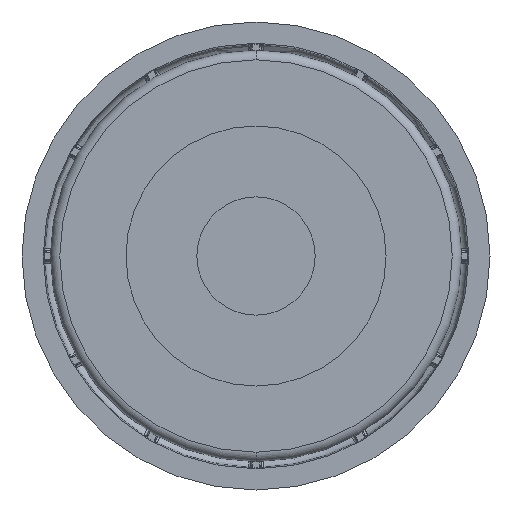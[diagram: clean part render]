
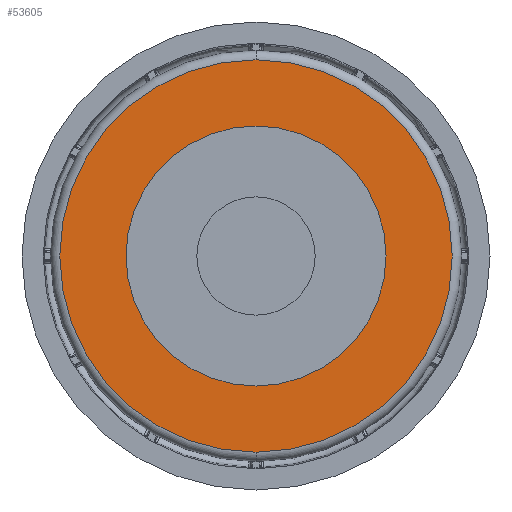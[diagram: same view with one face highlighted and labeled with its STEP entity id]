
A CAD part, front view. The second image highlights one B-rep face of the part: STEP entity #53605.
In plain terms, the highlighted planar face has unit normal (0, -1, 0).
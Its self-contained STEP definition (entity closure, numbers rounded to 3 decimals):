
#1221 = DIRECTION ( 'NONE',  ( 0., 1., 0. ) ) ;
#1739 = CIRCLE ( 'NONE', #92655, 41.5 ) ;
#9541 = CARTESIAN_POINT ( 'NONE',  ( 0., -2., 0. ) ) ;
#9696 = VERTEX_POINT ( 'NONE', #50084 ) ;
#17018 = DIRECTION ( 'NONE',  ( 0., 0., -1. ) ) ;
#19910 = ORIENTED_EDGE ( 'NONE', *, *, #48656, .F. ) ;
#20455 = AXIS2_PLACEMENT_3D ( 'NONE', #77771, #33632, #85113 ) ;
#21606 = CIRCLE ( 'NONE', #66823, 41.5 ) ;
#23374 = CIRCLE ( 'NONE', #50410, 27.5 ) ;
#28417 = VERTEX_POINT ( 'NONE', #69890 ) ;
#28996 = CARTESIAN_POINT ( 'NONE',  ( 0., -2., 0. ) ) ;
#32169 = EDGE_CURVE ( 'NONE', #72862, #28417, #1739, .T. ) ;
#33632 = DIRECTION ( 'NONE',  ( 0., -1., 0. ) ) ;
#33882 = DIRECTION ( 'NONE',  ( 0., 1., 0. ) ) ;
#34398 = EDGE_LOOP ( 'NONE', ( #93441, #19910 ) ) ;
#36414 = DIRECTION ( 'NONE',  ( 0., 0., -1. ) ) ;
#44256 = EDGE_LOOP ( 'NONE', ( #61893, #71270 ) ) ;
#45639 = CARTESIAN_POINT ( 'NONE',  ( 0., -2., 0. ) ) ;
#45734 = EDGE_CURVE ( 'NONE', #9696, #84427, #23374, .T. ) ;
#47230 = CARTESIAN_POINT ( 'NONE',  ( 0., -2., -41.5 ) ) ;
#48100 = PLANE ( 'NONE',  #20455 ) ;
#48212 = CARTESIAN_POINT ( 'NONE',  ( 0., -2., 27.5 ) ) ;
#48656 = EDGE_CURVE ( 'NONE', #28417, #72862, #21606, .T. ) ;
#49474 = CIRCLE ( 'NONE', #75354, 27.5 ) ;
#50084 = CARTESIAN_POINT ( 'NONE',  ( 0., -2., -27.5 ) ) ;
#50410 = AXIS2_PLACEMENT_3D ( 'NONE', #9541, #61263, #17018 ) ;
#52332 = FACE_BOUND ( 'NONE', #44256, .T. ) ;
#53038 = DIRECTION ( 'NONE',  ( 0., 0., -1. ) ) ;
#53605 = ADVANCED_FACE ( 'NONE', ( #71976, #52332 ), #48100, .T. ) ;
#61263 = DIRECTION ( 'NONE',  ( 0., 1., 0. ) ) ;
#61893 = ORIENTED_EDGE ( 'NONE', *, *, #45734, .T. ) ;
#66823 = AXIS2_PLACEMENT_3D ( 'NONE', #28996, #80512, #36414 ) ;
#69890 = CARTESIAN_POINT ( 'NONE',  ( 0., -2., 41.5 ) ) ;
#71270 = ORIENTED_EDGE ( 'NONE', *, *, #79740, .T. ) ;
#71976 = FACE_OUTER_BOUND ( 'NONE', #34398, .T. ) ;
#72862 = VERTEX_POINT ( 'NONE', #47230 ) ;
#75354 = AXIS2_PLACEMENT_3D ( 'NONE', #45639, #1221, #53038 ) ;
#77771 = CARTESIAN_POINT ( 'NONE',  ( 27.5, -2., 0. ) ) ;
#78005 = CARTESIAN_POINT ( 'NONE',  ( 0., -2., 0. ) ) ;
#79740 = EDGE_CURVE ( 'NONE', #84427, #9696, #49474, .T. ) ;
#80512 = DIRECTION ( 'NONE',  ( 0., 1., 0. ) ) ;
#84427 = VERTEX_POINT ( 'NONE', #48212 ) ;
#85113 = DIRECTION ( 'NONE',  ( 0., 0., -1. ) ) ;
#85357 = DIRECTION ( 'NONE',  ( 0., 0., -1. ) ) ;
#92655 = AXIS2_PLACEMENT_3D ( 'NONE', #78005, #33882, #85357 ) ;
#93441 = ORIENTED_EDGE ( 'NONE', *, *, #32169, .F. ) ;
